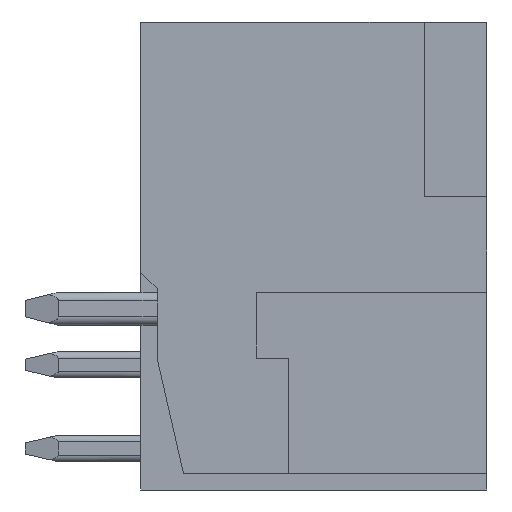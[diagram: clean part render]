
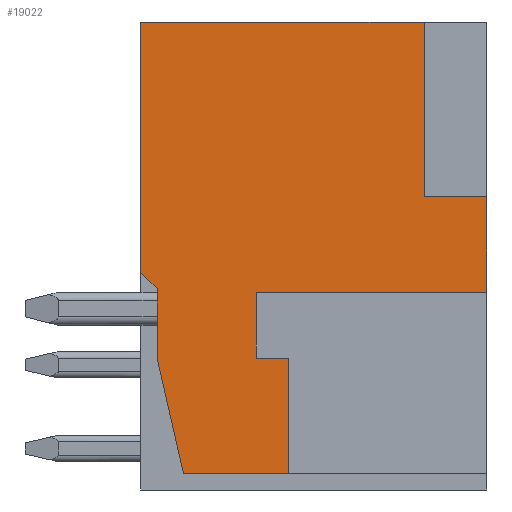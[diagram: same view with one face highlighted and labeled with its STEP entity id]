
A CAD part, front view. The second image highlights one B-rep face of the part: STEP entity #19022.
In plain terms, the highlighted planar face has unit normal (0, -1, 0).
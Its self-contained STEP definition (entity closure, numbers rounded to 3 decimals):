
#117=DIRECTION('',(1.,0.,0.));
#118=VECTOR('',#117,7.);
#119=CARTESIAN_POINT('',(-1.75,-38.07,-1.1));
#120=LINE('',#119,#118);
#578=DIRECTION('',(0.223,0.,-0.975));
#579=VECTOR('',#578,3.59);
#580=CARTESIAN_POINT('',(-4.75,-38.07,-3.1));
#581=LINE('',#580,#579);
#582=DIRECTION('',(0.,0.,1.));
#583=VECTOR('',#582,2.1);
#584=CARTESIAN_POINT('',(-4.75,-38.07,-3.1));
#585=LINE('',#584,#583);
#586=DIRECTION('',(0.707,0.,-0.707));
#587=VECTOR('',#586,0.707);
#588=CARTESIAN_POINT('',(-5.25,-38.07,-0.5));
#589=LINE('',#588,#587);
#590=DIRECTION('',(0.,0.,-1.));
#591=VECTOR('',#590,7.6);
#592=CARTESIAN_POINT('',(-5.25,-38.07,7.1));
#593=LINE('',#592,#591);
#594=DIRECTION('',(-1.,0.,0.));
#595=VECTOR('',#594,8.6);
#596=CARTESIAN_POINT('',(3.35,-38.07,7.1));
#597=LINE('',#596,#595);
#598=DIRECTION('',(0.,0.,-1.));
#599=VECTOR('',#598,5.3);
#600=CARTESIAN_POINT('',(3.35,-38.07,7.1));
#601=LINE('',#600,#599);
#602=DIRECTION('',(-1.,0.,0.));
#603=VECTOR('',#602,1.9);
#604=CARTESIAN_POINT('',(5.25,-38.07,1.8));
#605=LINE('',#604,#603);
#606=DIRECTION('',(0.,0.,1.));
#607=VECTOR('',#606,2.9);
#608=CARTESIAN_POINT('',(5.25,-38.07,-1.1));
#609=LINE('',#608,#607);
#610=DIRECTION('',(0.,0.,-1.));
#611=VECTOR('',#610,2.);
#612=CARTESIAN_POINT('',(-1.75,-38.07,-1.1));
#613=LINE('',#612,#611);
#614=DIRECTION('',(1.,0.,0.));
#615=VECTOR('',#614,1.);
#616=CARTESIAN_POINT('',(-1.75,-38.07,-3.1));
#617=LINE('',#616,#615);
#618=DIRECTION('',(0.,0.,1.));
#619=VECTOR('',#618,3.5);
#620=CARTESIAN_POINT('',(-0.75,-38.07,-6.6));
#621=LINE('',#620,#619);
#622=DIRECTION('',(1.,0.,0.));
#623=VECTOR('',#622,3.2);
#624=CARTESIAN_POINT('',(-3.95,-38.07,-6.6));
#625=LINE('',#624,#623);
#14581=CARTESIAN_POINT('',(-5.25,-38.07,7.1));
#14583=VERTEX_POINT('',#14581);
#14611=CARTESIAN_POINT('',(3.35,-38.07,7.1));
#14612=VERTEX_POINT('',#14611);
#14613=CARTESIAN_POINT('',(5.25,-38.07,1.8));
#14615=VERTEX_POINT('',#14613);
#14623=CARTESIAN_POINT('',(3.35,-38.07,1.8));
#14624=VERTEX_POINT('',#14623);
#14663=CARTESIAN_POINT('',(5.25,-38.07,-1.1));
#14664=VERTEX_POINT('',#14663);
#14669=CARTESIAN_POINT('',(-1.75,-38.07,-3.1));
#14670=CARTESIAN_POINT('',(-0.75,-38.07,-3.1));
#14671=VERTEX_POINT('',#14669);
#14672=VERTEX_POINT('',#14670);
#14675=CARTESIAN_POINT('',(-0.75,-38.07,-6.6));
#14676=VERTEX_POINT('',#14675);
#14677=CARTESIAN_POINT('',(-1.75,-38.07,-1.1));
#14678=VERTEX_POINT('',#14677);
#14681=CARTESIAN_POINT('',(-5.25,-38.07,-0.5));
#14682=CARTESIAN_POINT('',(-4.75,-38.07,-1.));
#14683=VERTEX_POINT('',#14681);
#14684=VERTEX_POINT('',#14682);
#14697=CARTESIAN_POINT('',(-4.75,-38.07,-3.1));
#14698=CARTESIAN_POINT('',(-3.95,-38.07,-6.6));
#14699=VERTEX_POINT('',#14697);
#14700=VERTEX_POINT('',#14698);
#18994=CARTESIAN_POINT('',(0.,-38.07,0.));
#18995=DIRECTION('',(0.,-1.,0.));
#18996=DIRECTION('',(1.,0.,0.));
#18997=AXIS2_PLACEMENT_3D('',#18994,#18995,#18996);
#18998=PLANE('',#18997);
#18999=ORIENTED_EDGE('',*,*,#18985,.F.);
#19000=ORIENTED_EDGE('',*,*,#18925,.T.);
#19002=ORIENTED_EDGE('',*,*,#19001,.F.);
#19004=ORIENTED_EDGE('',*,*,#19003,.F.);
#19006=ORIENTED_EDGE('',*,*,#19005,.F.);
#19008=ORIENTED_EDGE('',*,*,#19007,.T.);
#19010=ORIENTED_EDGE('',*,*,#19009,.F.);
#19012=ORIENTED_EDGE('',*,*,#19011,.F.);
#19013=ORIENTED_EDGE('',*,*,#18426,.F.);
#19014=ORIENTED_EDGE('',*,*,#18484,.T.);
#19016=ORIENTED_EDGE('',*,*,#19015,.T.);
#19018=ORIENTED_EDGE('',*,*,#19017,.F.);
#19019=ORIENTED_EDGE('',*,*,#18607,.F.);
#19020=EDGE_LOOP('',(#18999,#19000,#19002,#19004,#19006,#19008,#19010,#19012,
#19013,#19014,#19016,#19018,#19019));
#19021=FACE_OUTER_BOUND('',#19020,.F.);
#19022=ADVANCED_FACE('',(#19021),#18998,.T.);
#18426=EDGE_CURVE('',#14678,#14664,#120,.T.);
#18484=EDGE_CURVE('',#14678,#14671,#613,.T.);
#18607=EDGE_CURVE('',#14700,#14676,#625,.T.);
#18925=EDGE_CURVE('',#14699,#14684,#585,.T.);
#18985=EDGE_CURVE('',#14699,#14700,#581,.T.);
#19001=EDGE_CURVE('',#14683,#14684,#589,.T.);
#19003=EDGE_CURVE('',#14583,#14683,#593,.T.);
#19005=EDGE_CURVE('',#14612,#14583,#597,.T.);
#19007=EDGE_CURVE('',#14612,#14624,#601,.T.);
#19009=EDGE_CURVE('',#14615,#14624,#605,.T.);
#19011=EDGE_CURVE('',#14664,#14615,#609,.T.);
#19015=EDGE_CURVE('',#14671,#14672,#617,.T.);
#19017=EDGE_CURVE('',#14676,#14672,#621,.T.);
